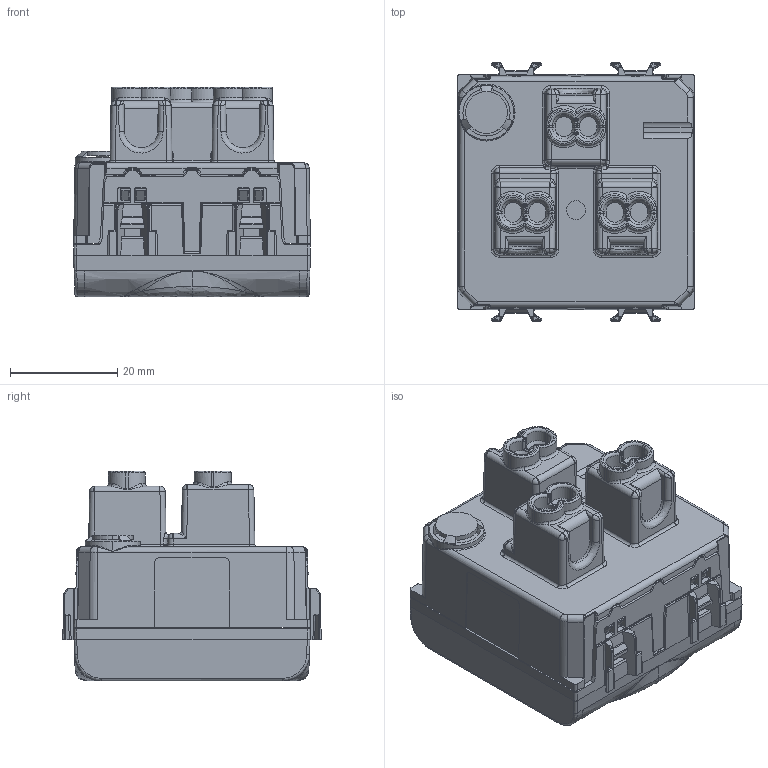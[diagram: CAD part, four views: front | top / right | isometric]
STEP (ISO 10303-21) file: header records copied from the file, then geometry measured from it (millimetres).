
FILE_DESCRIPTION(('CATIA V5 STEP Exchange','CAx-IF Rec.Pracs.--- Model Styling and Organization---1.4--- 2014-01-23'),'2;1');
FILE_NAME('GW10281.stp','2024-03-12T12:58:19+00:00',('none'),('none'),'CATIA Version 5-6 Release 2019 SP6','CATIA V5 STEP AP214 v1','none');
FILE_SCHEMA(('AUTOMOTIVE_DESIGN { 1 0 10303 214 1 1 1 1 }'));
Products named in the file (3): GW10281; 50048149.1; 50044180 CUSTODIA ISRAELIANA CHORUS ILL
Assembly tree (2 placements, depth 2):
  GW10281
    50048149.1
    50044180 CUSTODIA ISRAELIANA CHORUS ILL
Bounding box: 44.2 x 48.25 x 39.1 mm (x, y, z)
Volume: 45795.6 mm3; surface area: 17633.6 mm2
Topology: 2 solids, 29 shells, 1810 faces, 4769 edges, 2891 vertices
Faces by surface type: plane 692, cylinder 577, bspline 246, sphere 137, torus 106, cone 44, extrusion 8
Entity records: 69497 total; most frequent: CARTESIAN_POINT 29729, ORIENTED_EDGE 9240, DIRECTION 5324, EDGE_CURVE 4620, VERTEX_POINT 2886, VECTOR 2419, LINE 2411, AXIS2_PLACEMENT_3D 1879
